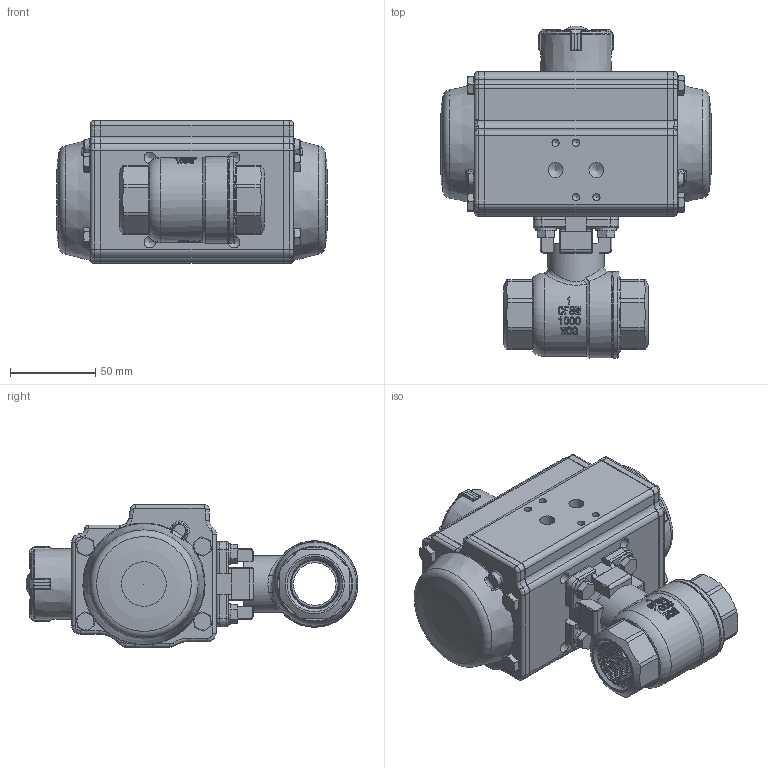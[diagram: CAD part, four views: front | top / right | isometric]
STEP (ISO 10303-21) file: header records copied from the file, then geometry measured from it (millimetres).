
FILE_DESCRIPTION(/* description */ ('Unknown'),/* implementation_level */ '2;1');
FILE_NAME(/* name */ 'FR02 9650-06',/* time_stamp */ '2022-10-24T10:52:04+02:00',/* author */ ('Unknown'),/* organization */ ('Unknown'),/* preprocessor_version */ 'ST-DEVELOPER v16.7',/* originating_system */ 'Solid Edge',/* authorisation */ 'Unknown');
FILE_SCHEMA (('AUTOMOTIVE_DESIGN {1 0 10303 214 3 1 1}'));
Products named in the file (13): DW02_FR019650-06; 8.650.025; Spindel_DN25; KV-L20 1-1000WOG 2PC ________________ __; DIN126-M6; DIN558_M_6x12.1.3; DW03_FR02_(DW36_FR26); KP-63; hexagon head bolts--product grade c gb_GB_FASTENER_BOLT_HHBC M6X30-N; cup head nib bolts with large head gb_GB_FASTENER_BOLT_CHNBW M6X25-N; _____________; ________(___________; ______
Assembly tree (27 placements, depth 3):
  DW02_FR019650-06
    8.650.025
      Spindel_DN25
      KV-L20 1-1000WOG 2PC ________________ __
    DIN126-M6  x4
    DIN558_M_6x12.1.3  x4
    DW03_FR02_(DW36_FR26)
      KP-63
      hexagon head bolts--product grade c gb_GB_FASTENER_BOLT_HHBC M6X30-N  x8
      cup head nib bolts with large head gb_GB_FASTENER_BOLT_CHNBW M6X25-N
      _____________  x2
      ________(___________  x2
      ______
Bounding box: 159 x 194.91 x 83.7 mm (x, y, z)
Volume: 1006350.7 mm3; surface area: 132540.7 mm2
Topology: 25 solids, 27 shells, 1547 faces, 3857 edges, 2420 vertices
Faces by surface type: plane 577, cylinder 442, bspline 223, cone 171, torus 123, sphere 11
Full cylindrical faces by diameter (mm): 2.325 x2, 3 x16, 3.3 x8, 4.2 x8, 4.66 x1, 5 x13, 6 x13, 6.2 x1, 6.6 x4, 6.8 x4, 8.8 x2, 12 x4, 14 x1, 15.008 x1, 15.8 x1, 20.2 x1, 20.883 x1, 25 x1, 25.5 x1, 27.483 x1, 28 x1, 28.5 x18, 33 x2, 38.5 x1, 42 x1, 50.8 x2
Entity records: 67773 total; most frequent: CARTESIAN_POINT 40152, ORIENTED_EDGE 5800, DIRECTION 5330, EDGE_CURVE 2900, AXIS2_PLACEMENT_3D 2048, VERTEX_POINT 1965, FACE_BOUND 1447, EDGE_LOOP 1422
